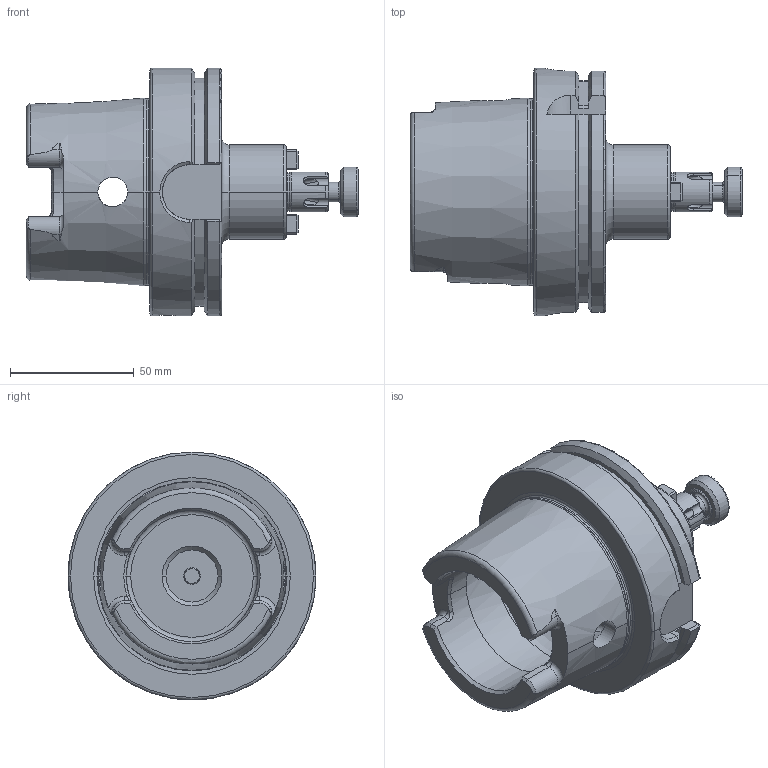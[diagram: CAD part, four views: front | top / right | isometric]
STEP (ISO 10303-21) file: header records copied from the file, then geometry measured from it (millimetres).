
FILE_DESCRIPTION (( 'STEP AP203' ), '1' );
FILE_NAME ('FWA100H-SMX16055.STEP', '2024-09-05T04:07:21', ( '' ), ( '' ), 'SwSTEP 2.0', 'SolidWorks 2024', '' );
FILE_SCHEMA (( 'CONFIG_CONTROL_DESIGN' ));
Length unit declared in the file: millimetre
Products named in the file (6): CCS-M8-16-2; HSKA100SMX16055WW; CCS-M8-16-1; PLUG KEY 08-16; FWA100H-SMX16055; CCS-M8-16
Assembly tree (6 placements, depth 3):
  FWA100H-SMX16055
    HSKA100SMX16055WW
    CCS-M8-16
      CCS-M8-16-1
      CCS-M8-16-2
    PLUG KEY 08-16  x2
Bounding box: 133.95 x 100 x 100 mm (x, y, z)
Volume: 287707.1 mm3; surface area: 58277.6 mm2
Topology: 5 solids, 5 shells, 361 faces, 901 edges, 550 vertices
Faces by surface type: plane 118, cylinder 100, cone 73, torus 52, bspline 10, sphere 8
Entity records: 12124 total; most frequent: CARTESIAN_POINT 3923, ORIENTED_EDGE 1602, DIRECTION 1582, EDGE_CURVE 801, AXIS2_PLACEMENT_3D 645, VERTEX_POINT 492, EDGE_LOOP 347, FACE_OUTER_BOUND 324
